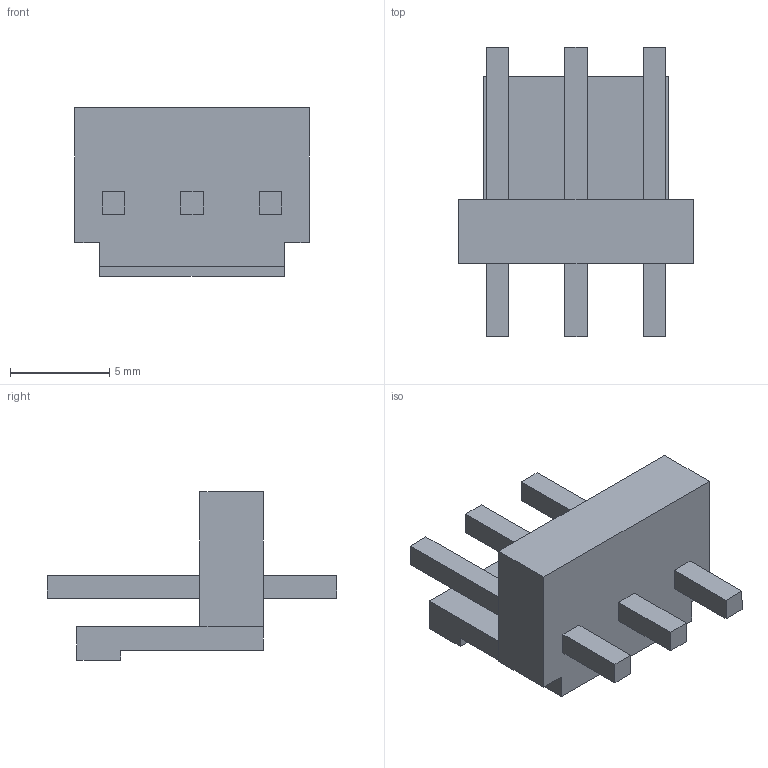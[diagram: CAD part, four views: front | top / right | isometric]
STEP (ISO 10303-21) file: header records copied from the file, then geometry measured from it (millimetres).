
FILE_DESCRIPTION (( 'STEP AP214' ), '1' );
FILE_NAME ('B3P-VH.STEP', '2010-06-15T04:52:51', ( 'JSTOEC' ), ( '' ), 'SwSTEP 2.0', 'SolidWorks 2005235', '' );
FILE_SCHEMA (( 'AUTOMOTIVE_DESIGN' ));
Length unit declared in the file: millimetre
Products named in the file (1): B3P-VH
Bounding box: 11.82 x 14.6 x 8.5 mm (x, y, z)
Volume: 417 mm3; surface area: 607.9 mm2
Topology: 1 solids, 1 shells, 44 faces, 106 edges, 70 vertices
Faces by surface type: plane 44
Entity records: 1607 total; most frequent: CARTESIAN_POINT 221, ORIENTED_EDGE 212, DIRECTION 196, EDGE_CURVE 106, VECTOR 106, LINE 106, VERTEX_POINT 70, EDGE_LOOP 50
